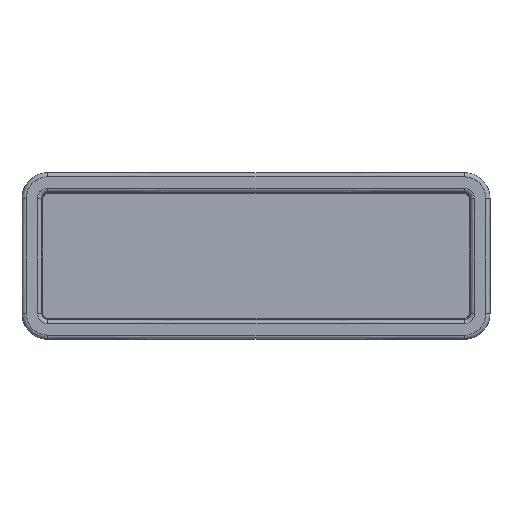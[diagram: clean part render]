
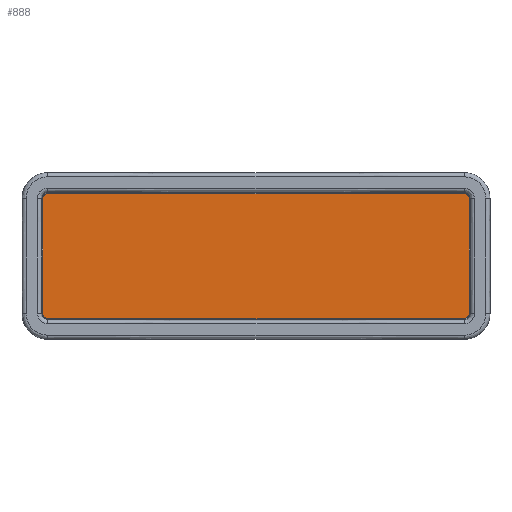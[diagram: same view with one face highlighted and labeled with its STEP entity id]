
A CAD part, top view. The second image highlights one B-rep face of the part: STEP entity #888.
In plain terms, the highlighted planar face has unit normal (0, 0, 1).
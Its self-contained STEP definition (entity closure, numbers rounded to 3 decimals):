
#22=PLANE('',#928);
#150=FACE_OUTER_BOUND('',#211,.T.);
#211=EDGE_LOOP('',(#695,#696,#697,#698,#699,#700,#701,#702));
#292=B_SPLINE_CURVE_WITH_KNOTS('',3,(#1948,#1949,#1950,#1951),
 .UNSPECIFIED.,.F.,.F.,(4,4),(-2.,0.),
 .UNSPECIFIED.);
#295=B_SPLINE_CURVE_WITH_KNOTS('',3,(#2002,#2003,#2004,#2005,#2006),
 .UNSPECIFIED.,.F.,.F.,(4,1,4),(-2.139,-2.079,-2.),
 .UNSPECIFIED.);
#297=B_SPLINE_CURVE_WITH_KNOTS('',3,(#2043,#2044,#2045,#2046),
 .UNSPECIFIED.,.F.,.F.,(4,4),(-9.389,-2.139),
 .UNSPECIFIED.);
#299=B_SPLINE_CURVE_WITH_KNOTS('',3,(#2090,#2091,#2092,#2093,#2094),
 .UNSPECIFIED.,.F.,.F.,(4,1,4),(-9.528,-9.449,-9.389),
 .UNSPECIFIED.);
#302=B_SPLINE_CURVE_WITH_KNOTS('',3,(#2136,#2137,#2138,#2139),
 .UNSPECIFIED.,.F.,.F.,(4,4),(-11.528,-9.528),
 .UNSPECIFIED.);
#305=B_SPLINE_CURVE_WITH_KNOTS('',3,(#2189,#2190,#2191,#2192,#2193),
 .UNSPECIFIED.,.F.,.F.,(4,1,4),(-11.667,-11.608,-11.528),
 .UNSPECIFIED.);
#308=B_SPLINE_CURVE_WITH_KNOTS('',3,(#2235,#2236,#2237,#2238),
 .UNSPECIFIED.,.F.,.F.,(4,4),(-18.917,-11.667),
 .UNSPECIFIED.);
#310=B_SPLINE_CURVE_WITH_KNOTS('',3,(#2279,#2280,#2281,#2282,#2283),
 .UNSPECIFIED.,.F.,.F.,(4,1,4),(-19.056,-18.977,-18.917),
 .UNSPECIFIED.);
#377=VERTEX_POINT('',#1939);
#378=VERTEX_POINT('',#1947);
#379=VERTEX_POINT('',#1994);
#380=VERTEX_POINT('',#2035);
#381=VERTEX_POINT('',#2082);
#383=VERTEX_POINT('',#2124);
#385=VERTEX_POINT('',#2176);
#387=VERTEX_POINT('',#2223);
#482=EDGE_CURVE('',#378,#377,#292,.T.);
#485=EDGE_CURVE('',#379,#378,#295,.T.);
#487=EDGE_CURVE('',#380,#379,#297,.T.);
#489=EDGE_CURVE('',#381,#380,#299,.T.);
#492=EDGE_CURVE('',#383,#381,#302,.T.);
#495=EDGE_CURVE('',#385,#383,#305,.T.);
#498=EDGE_CURVE('',#387,#385,#308,.T.);
#500=EDGE_CURVE('',#377,#387,#310,.T.);
#695=ORIENTED_EDGE('',*,*,#482,.T.);
#696=ORIENTED_EDGE('',*,*,#500,.T.);
#697=ORIENTED_EDGE('',*,*,#498,.T.);
#698=ORIENTED_EDGE('',*,*,#495,.T.);
#699=ORIENTED_EDGE('',*,*,#492,.T.);
#700=ORIENTED_EDGE('',*,*,#489,.T.);
#701=ORIENTED_EDGE('',*,*,#487,.T.);
#702=ORIENTED_EDGE('',*,*,#485,.T.);
#888=ADVANCED_FACE('',(#150),#22,.T.);
#928=AXIS2_PLACEMENT_3D('',#2284,#989,#990);
#989=DIRECTION('center_axis',(0.,0.,1.));
#990=DIRECTION('ref_axis',(-1.,0.,0.));
#1939=CARTESIAN_POINT('',(70.886,36.075,-3.2));
#1947=CARTESIAN_POINT('',(70.886,16.075,-3.2));
#1948=CARTESIAN_POINT('Ctrl Pts',(70.886,16.075,-3.2));
#1949=CARTESIAN_POINT('Ctrl Pts',(70.886,22.747,-3.2));
#1950=CARTESIAN_POINT('Ctrl Pts',(70.886,29.395,-3.2));
#1951=CARTESIAN_POINT('Ctrl Pts',(70.886,36.075,-3.2));
#1994=CARTESIAN_POINT('',(70.,15.189,-3.2));
#2002=CARTESIAN_POINT('Ctrl Pts',(70.,15.189,-3.2));
#2003=CARTESIAN_POINT('Ctrl Pts',(70.199,15.189,-3.2));
#2004=CARTESIAN_POINT('Ctrl Pts',(70.663,15.351,-3.2));
#2005=CARTESIAN_POINT('Ctrl Pts',(70.886,15.81,-3.2));
#2006=CARTESIAN_POINT('Ctrl Pts',(70.886,16.075,-3.2));
#2035=CARTESIAN_POINT('',(-2.5,15.189,-3.2));
#2043=CARTESIAN_POINT('Ctrl Pts',(-2.5,15.189,-3.2));
#2044=CARTESIAN_POINT('Ctrl Pts',(21.68,15.189,-3.2));
#2045=CARTESIAN_POINT('Ctrl Pts',(45.82,15.189,-3.2));
#2046=CARTESIAN_POINT('Ctrl Pts',(70.,15.189,-3.2));
#2082=CARTESIAN_POINT('',(-3.386,16.075,-3.2));
#2090=CARTESIAN_POINT('Ctrl Pts',(-3.386,16.075,-3.2));
#2091=CARTESIAN_POINT('Ctrl Pts',(-3.386,15.81,-3.2));
#2092=CARTESIAN_POINT('Ctrl Pts',(-3.163,15.351,-3.2));
#2093=CARTESIAN_POINT('Ctrl Pts',(-2.699,15.189,-3.2));
#2094=CARTESIAN_POINT('Ctrl Pts',(-2.5,15.189,-3.2));
#2124=CARTESIAN_POINT('',(-3.386,36.075,-3.2));
#2136=CARTESIAN_POINT('Ctrl Pts',(-3.386,36.075,-3.2));
#2137=CARTESIAN_POINT('Ctrl Pts',(-3.386,29.403,-3.2));
#2138=CARTESIAN_POINT('Ctrl Pts',(-3.386,22.747,-3.2));
#2139=CARTESIAN_POINT('Ctrl Pts',(-3.386,16.075,-3.2));
#2176=CARTESIAN_POINT('',(-2.5,36.961,-3.2));
#2189=CARTESIAN_POINT('Ctrl Pts',(-2.5,36.961,-3.2));
#2190=CARTESIAN_POINT('Ctrl Pts',(-2.699,36.961,-3.2));
#2191=CARTESIAN_POINT('Ctrl Pts',(-3.163,36.799,-3.2));
#2192=CARTESIAN_POINT('Ctrl Pts',(-3.386,36.34,-3.2));
#2193=CARTESIAN_POINT('Ctrl Pts',(-3.386,36.075,-3.2));
#2223=CARTESIAN_POINT('',(70.,36.961,-3.2));
#2235=CARTESIAN_POINT('Ctrl Pts',(70.,36.961,-3.2));
#2236=CARTESIAN_POINT('Ctrl Pts',(45.82,36.961,-3.2));
#2237=CARTESIAN_POINT('Ctrl Pts',(21.68,36.961,-3.2));
#2238=CARTESIAN_POINT('Ctrl Pts',(-2.5,36.961,-3.2));
#2279=CARTESIAN_POINT('Ctrl Pts',(70.886,36.075,-3.2));
#2280=CARTESIAN_POINT('Ctrl Pts',(70.886,36.34,-3.2));
#2281=CARTESIAN_POINT('Ctrl Pts',(70.663,36.799,-3.2));
#2282=CARTESIAN_POINT('Ctrl Pts',(70.199,36.961,-3.2));
#2283=CARTESIAN_POINT('Ctrl Pts',(70.,36.961,-3.2));
#2284=CARTESIAN_POINT('Origin',(33.75,26.075,-3.2));
